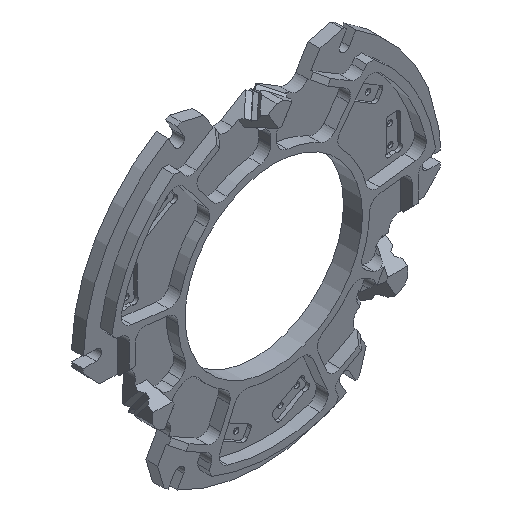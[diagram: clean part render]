
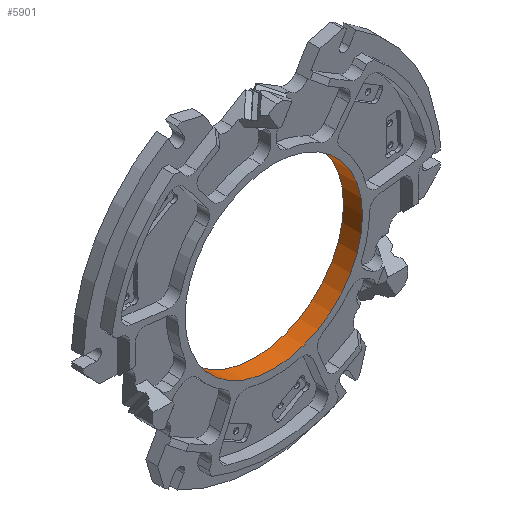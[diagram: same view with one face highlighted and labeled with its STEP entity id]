
A CAD part, isometric view. The second image highlights one B-rep face of the part: STEP entity #5901.
In plain terms, the highlighted cylindrical face has radius 75 mm (diameter 150 mm), a full revolution.
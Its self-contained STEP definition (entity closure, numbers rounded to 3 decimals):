
#429 = FACE_OUTER_BOUND ( 'NONE', #3095, .T. ) ;
#512 = ORIENTED_EDGE ( 'NONE', *, *, #4068, .F. ) ;
#544 = CARTESIAN_POINT ( 'NONE',  ( 0., -20., 0. ) ) ;
#2292 = VERTEX_POINT ( 'NONE', #6440 ) ;
#2408 = DIRECTION ( 'NONE',  ( 0., -1., 0. ) ) ;
#2943 = DIRECTION ( 'NONE',  ( 0., 1., 0. ) ) ;
#3095 = EDGE_LOOP ( 'NONE', ( #512 ) ) ;
#3126 = AXIS2_PLACEMENT_3D ( 'NONE', #7514, #2408, #10070 ) ;
#3155 = CYLINDRICAL_SURFACE ( 'NONE', #7819, 75. ) ;
#4068 = EDGE_CURVE ( 'NONE', #2292, #2292, #4753, .T. ) ;
#4753 = CIRCLE ( 'NONE', #3126, 75. ) ;
#4800 = FACE_OUTER_BOUND ( 'NONE', #5240, .T. ) ;
#4849 = DIRECTION ( 'NONE',  ( 0., 0., -1. ) ) ;
#5240 = EDGE_LOOP ( 'NONE', ( #5774 ) ) ;
#5774 = ORIENTED_EDGE ( 'NONE', *, *, #8150, .T. ) ;
#5901 = ADVANCED_FACE ( 'Defeatured_0_258', ( #4800, #429 ), #3155, .F. ) ;
#6085 = CIRCLE ( 'NONE', #8047, 75. ) ;
#6440 = CARTESIAN_POINT ( 'NONE',  ( 0., -4., 75. ) ) ;
#7316 = DIRECTION ( 'NONE',  ( 0., 0., 1. ) ) ;
#7514 = CARTESIAN_POINT ( 'NONE',  ( 0., -4., 0. ) ) ;
#7819 = AXIS2_PLACEMENT_3D ( 'NONE', #10776, #2943, #7316 ) ;
#8047 = AXIS2_PLACEMENT_3D ( 'NONE', #544, #8096, #4849 ) ;
#8096 = DIRECTION ( 'NONE',  ( 0., -1., 0. ) ) ;
#8150 = EDGE_CURVE ( 'NONE', #8403, #8403, #6085, .T. ) ;
#8403 = VERTEX_POINT ( 'NONE', #9217 ) ;
#9217 = CARTESIAN_POINT ( 'NONE',  ( 0., -20., -75. ) ) ;
#10070 = DIRECTION ( 'NONE',  ( 0., 0., 1. ) ) ;
#10776 = CARTESIAN_POINT ( 'NONE',  ( 0., -10., 0. ) ) ;
